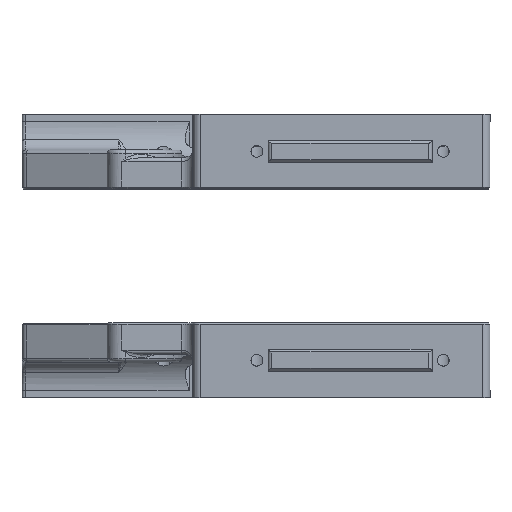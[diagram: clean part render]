
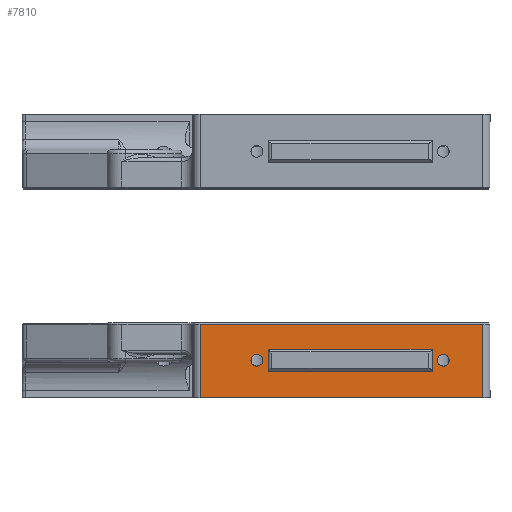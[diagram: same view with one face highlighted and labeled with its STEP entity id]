
A CAD part, top view. The second image highlights one B-rep face of the part: STEP entity #7810.
In plain terms, the highlighted planar face has unit normal (0, 0, 1).
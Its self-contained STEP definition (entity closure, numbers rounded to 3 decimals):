
#100=FACE_BOUND('',#1520,.T.);
#101=FACE_BOUND('',#1521,.T.);
#102=FACE_BOUND('',#1522,.T.);
#434=CIRCLE('',#8234,1.6);
#474=CIRCLE('',#8365,1.6);
#1080=FACE_OUTER_BOUND('',#1519,.T.);
#1519=EDGE_LOOP('',(#6071,#6072,#6073,#6074));
#1520=EDGE_LOOP('',(#6075));
#1521=EDGE_LOOP('',(#6076,#6077,#6078,#6079));
#1522=EDGE_LOOP('',(#6080));
#1843=LINE('',#11560,#2483);
#1922=LINE('',#11907,#2562);
#1954=LINE('',#12063,#2594);
#1987=LINE('',#12304,#2627);
#2025=LINE('',#12640,#2665);
#2026=LINE('',#12643,#2666);
#2080=LINE('',#13130,#2720);
#2081=LINE('',#13131,#2721);
#2483=VECTOR('',#9152,10.);
#2562=VECTOR('',#9423,10.);
#2594=VECTOR('',#9535,10.);
#2627=VECTOR('',#9650,10.);
#2665=VECTOR('',#9802,10.);
#2666=VECTOR('',#9807,10.);
#2720=VECTOR('',#10033,10.);
#2721=VECTOR('',#10034,10.);
#3140=VERTEX_POINT('',#11550);
#3142=VERTEX_POINT('',#11556);
#3271=VERTEX_POINT('',#11904);
#3272=VERTEX_POINT('',#11906);
#3273=VERTEX_POINT('',#11910);
#3301=VERTEX_POINT('',#12062);
#3341=VERTEX_POINT('',#12302);
#3381=VERTEX_POINT('',#12626);
#3386=VERTEX_POINT('',#12637);
#3387=VERTEX_POINT('',#12639);
#3956=EDGE_CURVE('',#3140,#3142,#1843,.T.);
#4109=EDGE_CURVE('',#3272,#3271,#1922,.T.);
#4111=EDGE_CURVE('',#3273,#3273,#434,.T.);
#4162=EDGE_CURVE('',#3142,#3301,#1954,.T.);
#4226=EDGE_CURVE('',#3341,#3140,#1987,.T.);
#4298=EDGE_CURVE('',#3381,#3381,#474,.T.);
#4304=EDGE_CURVE('',#3387,#3386,#2025,.T.);
#4306=EDGE_CURVE('',#3386,#3272,#2026,.T.);
#4416=EDGE_CURVE('',#3301,#3341,#2080,.T.);
#4417=EDGE_CURVE('',#3271,#3387,#2081,.T.);
#6071=ORIENTED_EDGE('',*,*,#3956,.F.);
#6072=ORIENTED_EDGE('',*,*,#4226,.F.);
#6073=ORIENTED_EDGE('',*,*,#4416,.F.);
#6074=ORIENTED_EDGE('',*,*,#4162,.F.);
#6075=ORIENTED_EDGE('',*,*,#4111,.T.);
#6076=ORIENTED_EDGE('',*,*,#4306,.T.);
#6077=ORIENTED_EDGE('',*,*,#4109,.T.);
#6078=ORIENTED_EDGE('',*,*,#4417,.T.);
#6079=ORIENTED_EDGE('',*,*,#4304,.T.);
#6080=ORIENTED_EDGE('',*,*,#4298,.T.);
#7511=PLANE('',#8457);
#7810=ADVANCED_FACE('',(#1080,#100,#101,#102),#7511,.T.);
#8234=AXIS2_PLACEMENT_3D('',#11911,#9428,#9429);
#8365=AXIS2_PLACEMENT_3D('',#12627,#9790,#9791);
#8457=AXIS2_PLACEMENT_3D('',#13129,#10031,#10032);
#9152=DIRECTION('',(1.,0.,0.));
#9423=DIRECTION('',(0.,-1.,0.));
#9428=DIRECTION('center_axis',(0.,0.,
-1.));
#9429=DIRECTION('ref_axis',(-1.,0.,0.));
#9535=DIRECTION('',(0.,-1.,0.));
#9650=DIRECTION('',(0.,1.,0.));
#9790=DIRECTION('center_axis',(0.,0.,
-1.));
#9791=DIRECTION('ref_axis',(-1.,0.,0.));
#9802=DIRECTION('',(0.,1.,0.));
#9807=DIRECTION('',(1.,0.,0.));
#10031=DIRECTION('center_axis',(0.,0.,
1.));
#10032=DIRECTION('ref_axis',(1.,0.,0.));
#10033=DIRECTION('',(-1.,0.,0.));
#10034=DIRECTION('',(-1.,0.,0.));
#11550=CARTESIAN_POINT('',(14.8,-18.4,-58.096));
#11556=CARTESIAN_POINT('',(90.5,-18.4,-58.096));
#11560=CARTESIAN_POINT('',(21.4,-18.4,-58.096));
#11904=CARTESIAN_POINT('',(77.,-31.,-58.096));
#11906=CARTESIAN_POINT('',(77.,-25.,-58.096));
#11907=CARTESIAN_POINT('',(77.,-34.5,-58.096));
#11910=CARTESIAN_POINT('',(81.6,-28.,-58.096));
#11911=CARTESIAN_POINT('Origin',(80.,-28.,-58.096));
#12062=CARTESIAN_POINT('',(90.5,-38.,-58.096));
#12063=CARTESIAN_POINT('',(90.5,-38.,-58.096));
#12302=CARTESIAN_POINT('',(14.8,-38.,-58.096));
#12304=CARTESIAN_POINT('',(14.8,-28.,-58.096));
#12626=CARTESIAN_POINT('',(31.6,-28.,-58.096));
#12627=CARTESIAN_POINT('Origin',(30.,-28.,-58.096));
#12637=CARTESIAN_POINT('',(33.,-25.,-58.096));
#12639=CARTESIAN_POINT('',(33.,-31.,-58.096));
#12640=CARTESIAN_POINT('',(33.,-31.5,-58.096));
#12643=CARTESIAN_POINT('',(33.9,-25.,-58.096));
#13129=CARTESIAN_POINT('Origin',(15.8,-38.,-58.096));
#13130=CARTESIAN_POINT('',(69.5,-38.,-58.096));
#13131=CARTESIAN_POINT('',(24.4,-31.,-58.096));
